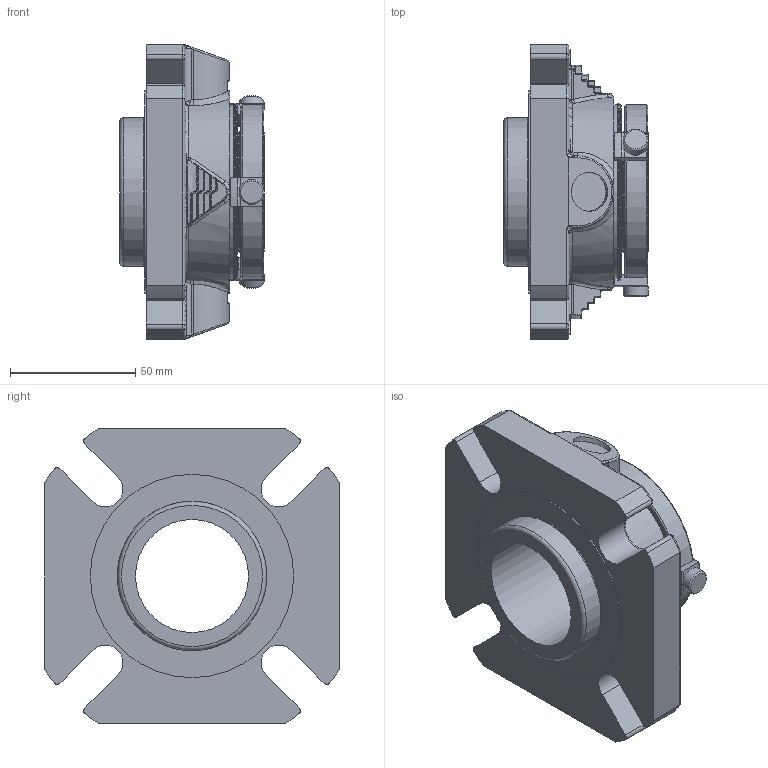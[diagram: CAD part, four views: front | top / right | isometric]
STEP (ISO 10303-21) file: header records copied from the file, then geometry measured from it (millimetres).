
FILE_DESCRIPTION(/* description */ ('Unknown'),/* implementation_level */ '2;1');
FILE_NAME(/* name */ '45mm',/* time_stamp */ '2023-05-09T09:44:14+01:00',/* author */ ('Unknown'),/* organization */ ('Unknown'),/* preprocessor_version */ 'ST-DEVELOPER v18.102',/* originating_system */ 'Solid Edge',/* authorisation */ 'Unknown');
FILE_SCHEMA (('AUTOMOTIVE_DESIGN {1 0 10303 214 3 1 1}'));
Length unit declared in the file: millimetre
Products named in the file (1): 45mm
Bounding box: 57.63 x 117.45 x 117.45 mm (x, y, z)
Volume: 268187.5 mm3; surface area: 53586.6 mm2
Topology: 1 solids, 1 shells, 831 faces, 2126 edges, 1326 vertices
Faces by surface type: plane 279, cylinder 253, bspline 203, torus 64, cone 16, sphere 16
Full cylindrical faces by diameter (mm): 4.837 x2, 10 x3, 15.5 x2, 45.009 x1, 47.396 x1, 47.6 x1, 48.108 x1, 59.284 x1, 69.342 x3, 70.866 x1, 81 x1
Entity records: 28116 total; most frequent: CARTESIAN_POINT 9341, ORIENTED_EDGE 4132, DIRECTION 3510, EDGE_CURVE 2066, VERTEX_POINT 1315, AXIS2_PLACEMENT_3D 1253, LINE 1004, VECTOR 1004
